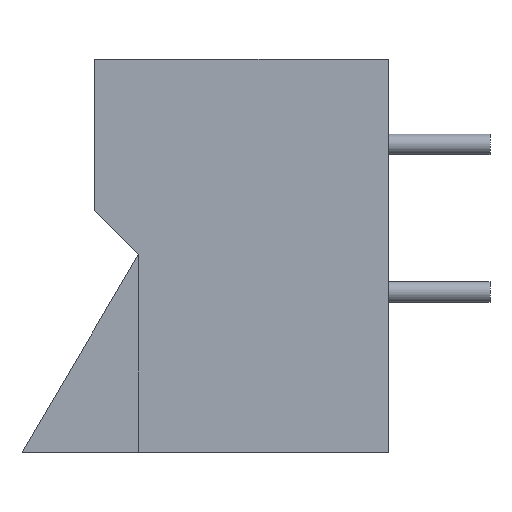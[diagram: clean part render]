
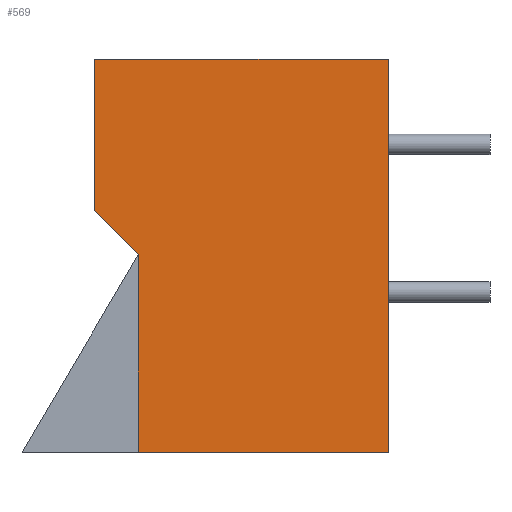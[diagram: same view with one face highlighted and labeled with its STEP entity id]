
A CAD part, top view. The second image highlights one B-rep face of the part: STEP entity #569.
In plain terms, the highlighted planar face has unit normal (0, 0, 1).
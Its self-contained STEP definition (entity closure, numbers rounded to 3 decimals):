
#569=ADVANCED_FACE('',(#922),#924,.T.);
#922=FACE_BOUND('',#923,.T.);
#923=EDGE_LOOP('',(#1130,#1131,#1132,#1133,#1134,#1135));
#924=PLANE('',#925);
#925=AXIS2_PLACEMENT_3D('',#926,#927,#928);
#926=CARTESIAN_POINT('',(0.,0.,0.));
#927=DIRECTION('',(0.,0.,1.));
#928=DIRECTION('',(1.,0.,0.));
#1130=ORIENTED_EDGE('',*,*,#1229,.T.);
#1131=ORIENTED_EDGE('',*,*,#1233,.T.);
#1132=ORIENTED_EDGE('',*,*,#1236,.T.);
#1133=ORIENTED_EDGE('',*,*,#1239,.T.);
#1134=ORIENTED_EDGE('',*,*,#1242,.T.);
#1135=ORIENTED_EDGE('',*,*,#1244,.T.);
#1229=EDGE_CURVE('',#1396,#1394,#1397,.T.);
#1233=EDGE_CURVE('',#1394,#1401,#1403,.T.);
#1236=EDGE_CURVE('',#1401,#1406,#1408,.T.);
#1239=EDGE_CURVE('',#1406,#1411,#1413,.T.);
#1242=EDGE_CURVE('',#1411,#1416,#1418,.T.);
#1244=EDGE_CURVE('',#1416,#1396,#1420,.T.);
#1394=VERTEX_POINT('',#1759);
#1396=VERTEX_POINT('',#1763);
#1397=LINE('',#1764,#1765);
#1401=VERTEX_POINT('',#1774);
#1403=LINE('',#1778,#1779);
#1406=VERTEX_POINT('',#1785);
#1408=LINE('',#1789,#1790);
#1411=VERTEX_POINT('',#1796);
#1413=LINE('',#1800,#1801);
#1416=VERTEX_POINT('',#1807);
#1418=LINE('',#1811,#1812);
#1420=LINE('',#1817,#1818);
#1759=CARTESIAN_POINT('',(10.1,0.,0.));
#1763=CARTESIAN_POINT('',(10.1,-13.513,0.));
#1764=CARTESIAN_POINT('',(10.1,-13.513,0.));
#1765=VECTOR('',#1766,1.);
#1766=DIRECTION('',(0.,1.,0.));
#1774=CARTESIAN_POINT('',(0.,0.,0.));
#1778=CARTESIAN_POINT('',(10.1,0.,0.));
#1779=VECTOR('',#1780,1.);
#1780=DIRECTION('',(-1.,0.,0.));
#1785=CARTESIAN_POINT('',(0.,-5.19,0.));
#1789=CARTESIAN_POINT('',(0.,0.,0.));
#1790=VECTOR('',#1791,1.);
#1791=DIRECTION('',(0.,-1.,0.));
#1796=CARTESIAN_POINT('',(1.5,-6.713,0.));
#1800=CARTESIAN_POINT('',(0.,-5.19,0.));
#1801=VECTOR('',#1802,1.);
#1802=DIRECTION('',(0.702,-0.712,0.));
#1807=CARTESIAN_POINT('',(1.5,-13.513,0.));
#1811=CARTESIAN_POINT('',(1.5,-6.713,0.));
#1812=VECTOR('',#1813,1.);
#1813=DIRECTION('',(0.,-1.,0.));
#1817=CARTESIAN_POINT('',(1.5,-13.513,0.));
#1818=VECTOR('',#1819,1.);
#1819=DIRECTION('',(1.,0.,0.));
